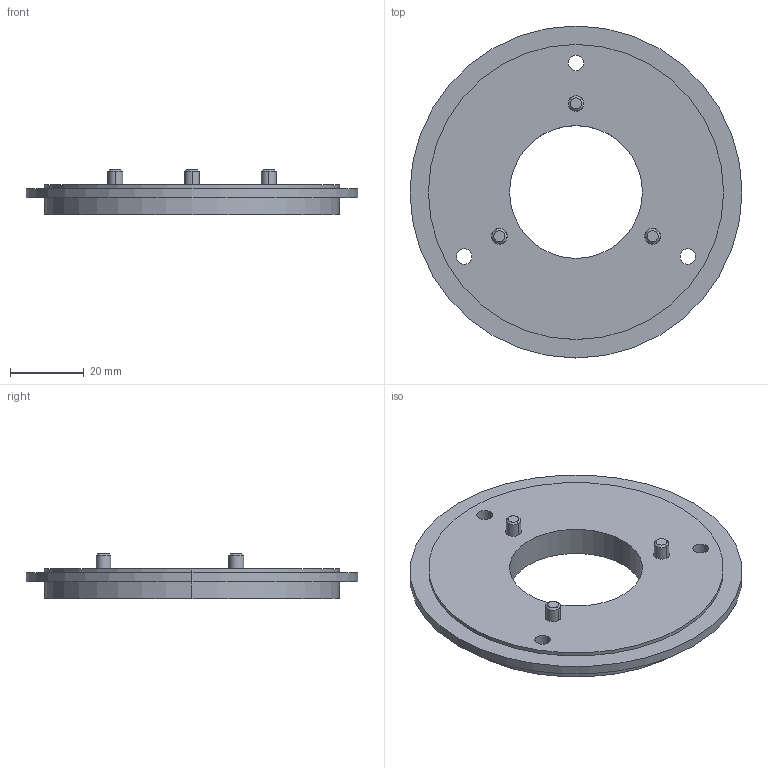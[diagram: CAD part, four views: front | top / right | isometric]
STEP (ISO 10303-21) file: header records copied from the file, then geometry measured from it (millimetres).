
FILE_DESCRIPTION (( 'STEP AP214' ), '1' );
FILE_NAME ('PF4274.STEP', '2024-08-21T11:45:36', ( '' ), ( '' ), 'SwSTEP 2.0', 'SolidWorks 2021', '' );
FILE_SCHEMA (( 'AUTOMOTIVE_DESIGN' ));
Length unit declared in the file: inch
Products named in the file (1): PF4274
Bounding box: 90 x 90 x 12.2 mm (x, y, z)
Volume: 35113 mm3; surface area: 15123 mm2
Topology: 4 solids, 4 shells, 111 faces, 264 edges, 172 vertices
Faces by surface type: cylinder 56, plane 37, bspline 12, cone 6
Entity records: 3950 total; most frequent: CARTESIAN_POINT 1325, DIRECTION 528, ORIENTED_EDGE 528, EDGE_CURVE 264, AXIS2_PLACEMENT_3D 206, VERTEX_POINT 172, EDGE_LOOP 136, LINE 116
